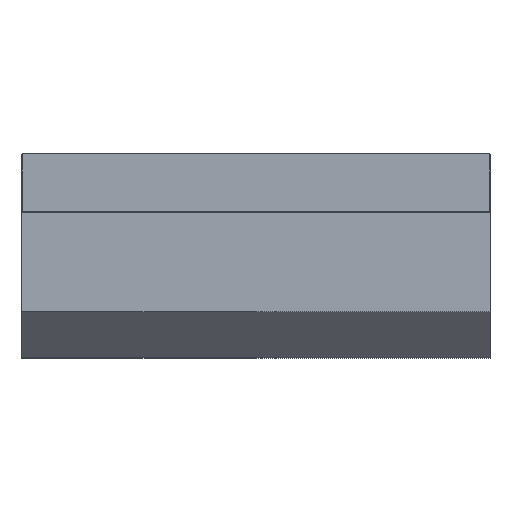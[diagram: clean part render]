
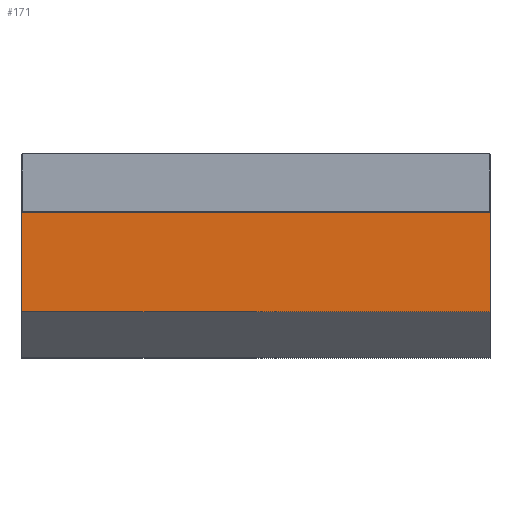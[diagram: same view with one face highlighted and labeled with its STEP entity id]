
A CAD part, top view. The second image highlights one B-rep face of the part: STEP entity #171.
In plain terms, the highlighted planar face has unit normal (0, 0, 1).
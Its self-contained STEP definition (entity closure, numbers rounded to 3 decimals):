
#38=VERTEX_POINT('',#39);
#39=CARTESIAN_POINT('',(-2.585,-0.295,12.875));
#44=EDGE_CURVE('',#38,#45,#47,.T.);
#45=VERTEX_POINT('',#46);
#46=CARTESIAN_POINT('',(-2.585,3.15,12.875));
#47=LINE('',#39,#48);
#48=VECTOR('',#49,1.);
#49=DIRECTION('',(0.,1.,0.));
#64=DIRECTION('',(1.,0.,0.));
#74=VECTOR('',#64,1.);
#160=VERTEX_POINT('',#161);
#161=CARTESIAN_POINT('',(7.665,-0.295,12.875));
#164=EDGE_CURVE('',#38,#160,#165,.T.);
#165=LINE('',#39,#74);
#171=ADVANCED_FACE('',(#172),#210,.T.);
#172=FACE_BOUND('',#173,.T.);
#173=EDGE_LOOP('',(#174,#175,#176,#181,#186,#194,#200,#208));
#174=ORIENTED_EDGE('',*,*,#44,.F.);
#175=ORIENTED_EDGE('',*,*,#164,.T.);
#176=ORIENTED_EDGE('',*,*,#177,.T.);
#177=EDGE_CURVE('',#160,#178,#180,.T.);
#178=VERTEX_POINT('',#179);
#179=CARTESIAN_POINT('',(7.665,3.15,12.875));
#180=LINE('',#161,#48);
#181=ORIENTED_EDGE('',*,*,#182,.F.);
#182=EDGE_CURVE('',#183,#178,#185,.T.);
#183=VERTEX_POINT('',#184);
#184=CARTESIAN_POINT('',(7.655,3.15,12.875));
#185=LINE('',#46,#74);
#186=ORIENTED_EDGE('',*,*,#187,.F.);
#187=EDGE_CURVE('',#188,#183,#190,.T.);
#188=VERTEX_POINT('',#189);
#189=CARTESIAN_POINT('',(7.655,1.89,12.875));
#190=LINE('',#191,#192);
#191=CARTESIAN_POINT('',(7.655,1.433,12.875));
#192=VECTOR('',#193,1.);
#193=DIRECTION('',(0.,1.,0.));
#194=ORIENTED_EDGE('',*,*,#195,.F.);
#195=EDGE_CURVE('',#196,#188,#198,.T.);
#196=VERTEX_POINT('',#197);
#197=CARTESIAN_POINT('',(-2.575,1.89,12.875));
#198=LINE('',#199,#74);
#199=CARTESIAN_POINT('',(2.535,1.89,12.875));
#200=ORIENTED_EDGE('',*,*,#201,.F.);
#201=EDGE_CURVE('',#202,#196,#204,.T.);
#202=VERTEX_POINT('',#203);
#203=CARTESIAN_POINT('',(-2.575,3.15,12.875));
#204=LINE('',#205,#206);
#205=CARTESIAN_POINT('',(-2.575,0.798,12.875));
#206=VECTOR('',#207,1.);
#207=DIRECTION('',(0.,-1.,0.));
#208=ORIENTED_EDGE('',*,*,#209,.F.);
#209=EDGE_CURVE('',#45,#202,#185,.T.);
#210=PLANE('',#211);
#211=AXIS2_PLACEMENT_3D('',#39,#212,#213);
#212=DIRECTION('',(0.,0.,1.));
#213=DIRECTION('',(0.,1.,0.));
